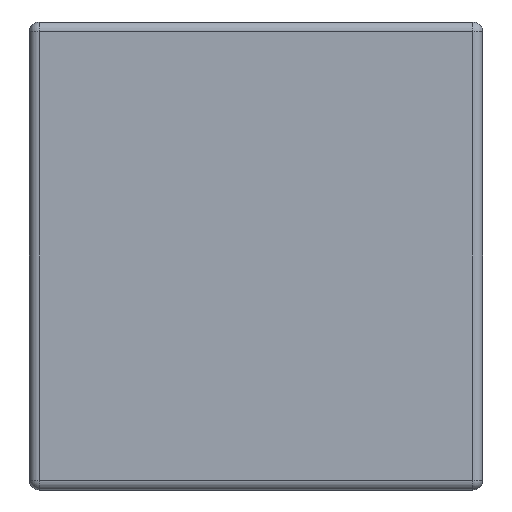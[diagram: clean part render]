
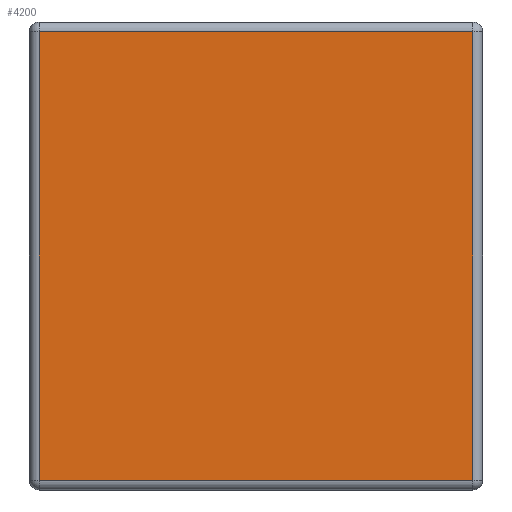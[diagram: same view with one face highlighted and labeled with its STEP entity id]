
A CAD part, left-side view. The second image highlights one B-rep face of the part: STEP entity #4200.
In plain terms, the highlighted planar face has unit normal (-1, 0, 0).
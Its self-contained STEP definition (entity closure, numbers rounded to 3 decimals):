
#13 = LINE ( 'NONE', #4633, #3388 ) ;
#155 = VERTEX_POINT ( 'NONE', #2607 ) ;
#173 = LINE ( 'NONE', #2688, #256 ) ;
#256 = VECTOR ( 'NONE', #1551, 1000. ) ;
#507 = EDGE_CURVE ( 'NONE', #1129, #729, #173, .T. ) ;
#688 = VECTOR ( 'NONE', #871, 1000. ) ;
#729 = VERTEX_POINT ( 'NONE', #1455 ) ;
#871 = DIRECTION ( 'NONE',  ( 0., -1., 0. ) ) ;
#1011 = EDGE_LOOP ( 'NONE', ( #2402, #4537, #1837, #4449 ) ) ;
#1091 = DIRECTION ( 'NONE',  ( 0., 0., -1. ) ) ;
#1105 = EDGE_CURVE ( 'NONE', #4428, #1129, #2680, .T. ) ;
#1127 = CARTESIAN_POINT ( 'NONE',  ( 0., 0.9, -0.93 ) ) ;
#1129 = VERTEX_POINT ( 'NONE', #1894 ) ;
#1455 = CARTESIAN_POINT ( 'NONE',  ( 0., 0.02, -0.02 ) ) ;
#1551 = DIRECTION ( 'NONE',  ( 0., 0., 1. ) ) ;
#1837 = ORIENTED_EDGE ( 'NONE', *, *, #3712, .T. ) ;
#1894 = CARTESIAN_POINT ( 'NONE',  ( 0., 0.02, -0.93 ) ) ;
#2021 = AXIS2_PLACEMENT_3D ( 'NONE', #3993, #2625, #2553 ) ;
#2278 = FACE_OUTER_BOUND ( 'NONE', #1011, .T. ) ;
#2391 = EDGE_CURVE ( 'NONE', #155, #4428, #13, .T. ) ;
#2402 = ORIENTED_EDGE ( 'NONE', *, *, #1105, .T. ) ;
#2465 = LINE ( 'NONE', #3593, #4491 ) ;
#2553 = DIRECTION ( 'NONE',  ( 0., 0., 1. ) ) ;
#2584 = PLANE ( 'NONE',  #2021 ) ;
#2607 = CARTESIAN_POINT ( 'NONE',  ( 0., 0.9, -0.02 ) ) ;
#2625 = DIRECTION ( 'NONE',  ( -1., 0., 0. ) ) ;
#2680 = LINE ( 'NONE', #3673, #688 ) ;
#2688 = CARTESIAN_POINT ( 'NONE',  ( 0., 0.02, 0. ) ) ;
#2829 = DIRECTION ( 'NONE',  ( 0., 1., 0. ) ) ;
#3388 = VECTOR ( 'NONE', #1091, 1000. ) ;
#3593 = CARTESIAN_POINT ( 'NONE',  ( 0., 0.92, -0.02 ) ) ;
#3673 = CARTESIAN_POINT ( 'NONE',  ( 0., 0., -0.93 ) ) ;
#3712 = EDGE_CURVE ( 'NONE', #729, #155, #2465, .T. ) ;
#3993 = CARTESIAN_POINT ( 'NONE',  ( 0., 0., 0. ) ) ;
#4200 = ADVANCED_FACE ( 'NONE', ( #2278 ), #2584, .T. ) ;
#4428 = VERTEX_POINT ( 'NONE', #1127 ) ;
#4449 = ORIENTED_EDGE ( 'NONE', *, *, #2391, .T. ) ;
#4491 = VECTOR ( 'NONE', #2829, 1000. ) ;
#4537 = ORIENTED_EDGE ( 'NONE', *, *, #507, .T. ) ;
#4633 = CARTESIAN_POINT ( 'NONE',  ( 0., 0.9, -0.95 ) ) ;
